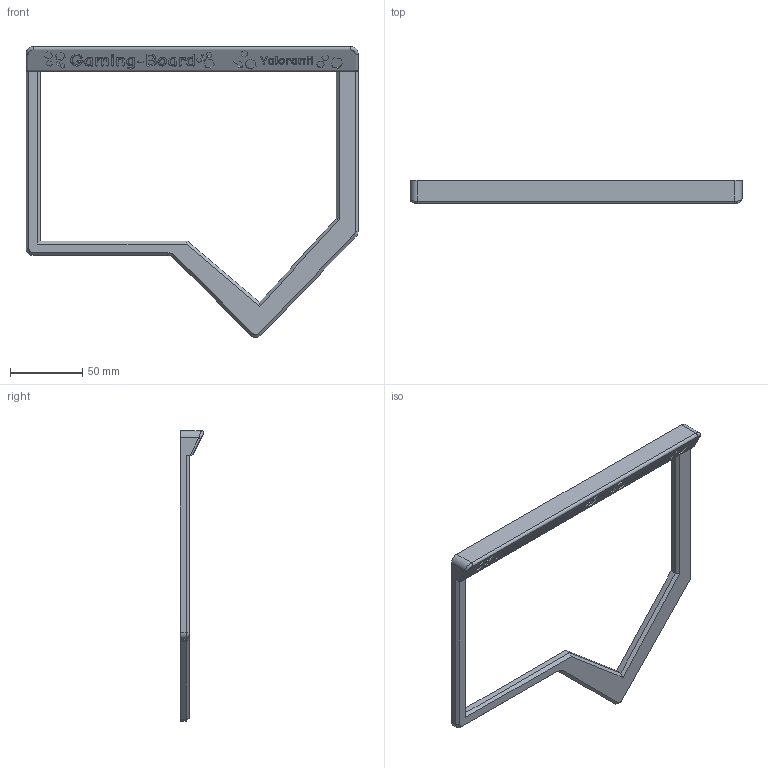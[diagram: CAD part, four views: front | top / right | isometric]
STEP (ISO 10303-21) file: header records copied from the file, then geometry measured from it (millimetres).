
FILE_DESCRIPTION(/* description */ ('STEP AP242','CAx-IF Rec.Pracs.---Representation and Presentation of Product Manufacturing Information (PMI)---4.0---2014-10-13','CAx-IF Rec.Pracs.---3D Tessellated Geometry---0.4---2014-09-14','2;1'),/* implementation_level */ '2;1');
FILE_NAME(/* name */ '688bdd3fa62ef20fe42fa856',/* time_stamp */ '2025-07-31T21:16:50Z',/* author */ (''),/* organization */ (''),/* preprocessor_version */ 'ST-DEVELOPER v20',/* originating_system */ 'ONSHAPE BY PTC INC, 1.201',/* authorisation */ ' ');
FILE_SCHEMA (('AP242_MANAGED_MODEL_BASED_3D_ENGINEERING_MIM_LF { 1 0 10303 442 1 1 4 }'));
Length unit declared in the file: metre
Products named in the file (1): Part 1
Bounding box: 230.12 x 15.95 x 201.56 mm (x, y, z)
Volume: 87019.5 mm3; surface area: 33011.1 mm2
Topology: 1 solids, 1 shells, 719 faces, 1991 edges, 1322 vertices
Faces by surface type: plane 259, bspline 236, cylinder 220, cone 4
Entity records: 23877 total; most frequent: CARTESIAN_POINT 6647, ORIENTED_EDGE 3982, DIRECTION 2937, EDGE_CURVE 1991, VERTEX_POINT 1322, LINE 1077, VECTOR 1077, AXIS2_PLACEMENT_3D 930
